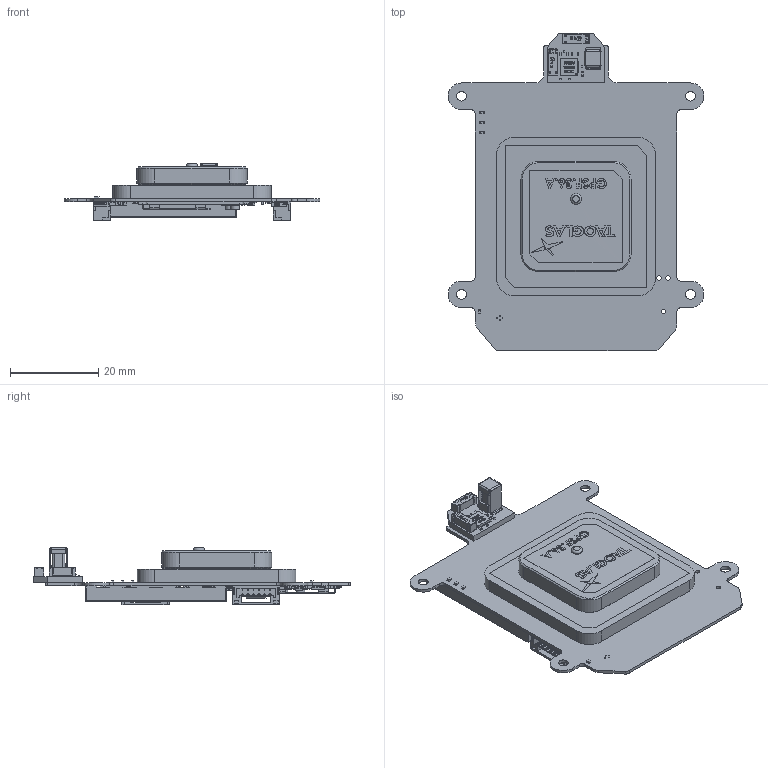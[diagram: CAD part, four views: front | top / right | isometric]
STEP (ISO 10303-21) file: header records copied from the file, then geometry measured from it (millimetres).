
FILE_DESCRIPTION(/* description */ ('STEP AP242','CAx-IF Rec.Pracs.---Representation and Presentation of Product Manufacturing Information (PMI)---4.0---2014-10-13','CAx-IF Rec.Pracs.---3D Tessellated Geometry---0.4---2014-09-14','2;1','CAx-IF Rec.Pracs.---User Defined Attributes---1.5---2016-08-15'),/* implementation_level */ '2;1');
FILE_NAME(/* name */ '69051212e1639361e7e090e2',/* time_stamp */ '2025-10-31T19:46:31Z',/* author */ (''),/* organization */ (''),/* preprocessor_version */ 'ST-DEVELOPER v20',/* originating_system */ 'ONSHAPE BY PTC INC, 1.206',/* authorisation */ ' ');
FILE_SCHEMA (('AP242_MANAGED_MODEL_BASED_3D_ENGINEERING_MIM_LF { 1 0 10303 442 1 1 4 }'));
Products named in the file (1): M10130D_pub
Bounding box: 58.04 x 72.01 x 12.97 mm (x, y, z)
Volume: 9978.5 mm3; surface area: 14001.7 mm2
Topology: 3 solids, 6 shells, 5976 faces, 17227 edges, 11364 vertices
Faces by surface type: plane 3914, cylinder 1703, bspline 283, sphere 42, cone 21, torus 13
Full cylindrical faces by diameter (mm): 0.2 x9, 0.34 x2, 0.35 x1, 0.4 x4, 0.416 x2, 0.6 x6, 0.8 x5, 0.991 x3, 1 x1, 1.6 x77, 2 x2, 2.2 x4, 2.5 x2, 4.8 x1
Entity records: 225522 total; most frequent: CARTESIAN_POINT 47580, ORIENTED_EDGE 34082, DIRECTION 30954, EDGE_CURVE 17041, LINE 12826, VECTOR 12826, VERTEX_POINT 11338, AXIS2_PLACEMENT_3D 9064
